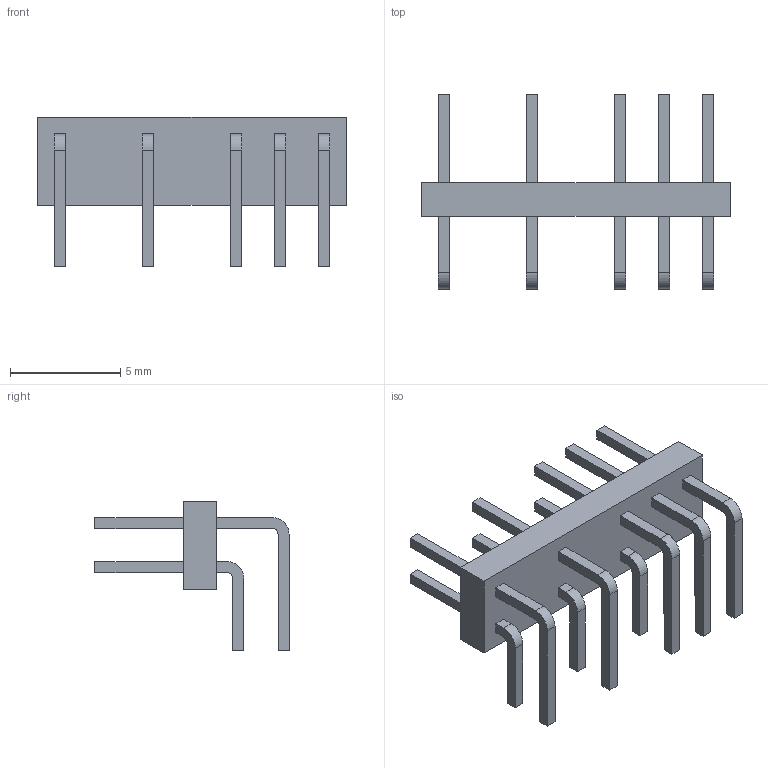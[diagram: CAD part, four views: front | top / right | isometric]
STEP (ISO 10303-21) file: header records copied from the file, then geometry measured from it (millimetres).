
FILE_DESCRIPTION(('STEP AP203'), '1');
FILE_NAME('PLD2-R-7.stp', '2013-02-26T12:28:30', ('Ðàçãîíîâ Ð.Í.'), ('ÎÊÁ "Ðèòì" ÞÔÓ'), 'ASCON STEP Converter 1.3', 'Kompas 3D', '');
FILE_SCHEMA(('CONFIG_CONTROL_DESIGN','SUPPORT_RESOURCE_SCHEMA'));
Length unit declared in the file: millimetre
Products named in the file (1): 1
Bounding box: 14 x 8.81 x 6.8 mm (x, y, z)
Volume: 110.5 mm3; surface area: 378.3 mm2
Topology: 1 solids, 1 shells, 146 faces, 372 edges, 248 vertices
Faces by surface type: plane 126, cylinder 20
Entity records: 5607 total; most frequent: CARTESIAN_POINT 767, ORIENTED_EDGE 744, DIRECTION 706, EDGE_CURVE 372, LINE 332, VECTOR 332, VERTEX_POINT 248, AXIS2_PLACEMENT_3D 187
